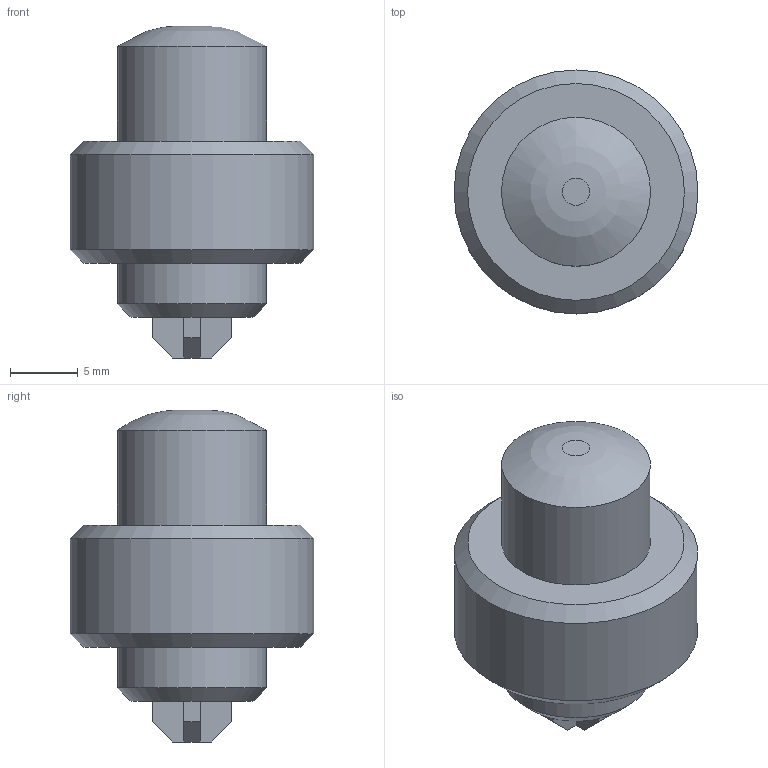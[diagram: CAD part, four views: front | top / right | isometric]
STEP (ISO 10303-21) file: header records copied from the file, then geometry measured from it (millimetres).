
FILE_DESCRIPTION(('FreeCAD Model'),'2;1');
FILE_NAME('Open CASCADE Shape Model','2025-05-18T13:46:23',(''),(''), 'Open CASCADE STEP processor 7.8','FreeCAD','Unknown');
FILE_SCHEMA(('AUTOMOTIVE_DESIGN { 1 0 10303 214 1 1 1 1 }'));
Length unit declared in the file: millimetre
Products named in the file (1): handcontroller_buttonV2
Bounding box: 18 x 18 x 24.5 mm (x, y, z)
Volume: 3380.7 mm3; surface area: 1374.3 mm2
Topology: 1 solids, 1 shells, 28 faces, 65 edges, 42 vertices
Faces by surface type: plane 21, cone 3, cylinder 3, revolution 1
Full cylindrical faces by diameter (mm): 11 x2, 18 x1
Entity records: 814 total; most frequent: CARTESIAN_POINT 137, DIRECTION 135, ORIENTED_EDGE 130, EDGE_CURVE 65, LINE 54, VECTOR 54, VERTEX_POINT 42, AXIS2_PLACEMENT_3D 40
